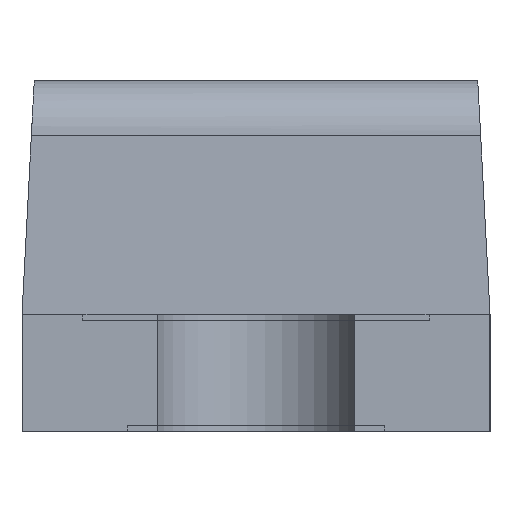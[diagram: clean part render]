
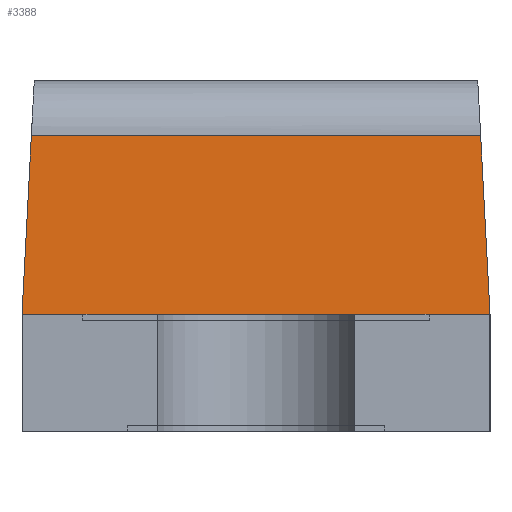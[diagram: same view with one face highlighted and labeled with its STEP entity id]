
A CAD part, left-side view. The second image highlights one B-rep face of the part: STEP entity #3388.
In plain terms, the highlighted planar face has unit normal (-0.999, 0, 0.052).
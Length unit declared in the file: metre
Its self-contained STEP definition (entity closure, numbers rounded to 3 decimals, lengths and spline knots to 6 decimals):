
#544=LINE('',#5833,#897);
#551=LINE('',#5849,#904);
#552=LINE('',#5853,#905);
#553=LINE('',#5854,#906);
#897=VECTOR('',#4528,1.);
#904=VECTOR('',#4541,1.);
#905=VECTOR('',#4546,1.);
#906=VECTOR('',#4547,1.);
#1831=ORIENTED_EDGE('',*,*,#2308,.F.);
#1832=ORIENTED_EDGE('',*,*,#2318,.T.);
#1833=ORIENTED_EDGE('',*,*,#2316,.T.);
#1834=ORIENTED_EDGE('',*,*,#2319,.T.);
#2308=EDGE_CURVE('',#2628,#2629,#544,.F.);
#2316=EDGE_CURVE('',#2635,#2634,#551,.T.);
#2318=EDGE_CURVE('',#2628,#2635,#552,.F.);
#2319=EDGE_CURVE('',#2634,#2629,#553,.F.);
#2628=VERTEX_POINT('',#5832);
#2629=VERTEX_POINT('',#5834);
#2634=VERTEX_POINT('',#5848);
#2635=VERTEX_POINT('',#5850);
#2882=EDGE_LOOP('',(#1831,#1832,#1833,#1834));
#3075=FACE_BOUND('',#2882,.T.);
#3204=PLANE('',#3743);
#3388=ADVANCED_FACE('',(#3075),#3204,.T.);
#3743=AXIS2_PLACEMENT_3D('',#5852,#4544,#4545);
#4528=DIRECTION('',(0.052,0.052,0.997));
#4541=DIRECTION('',(-0.052,0.052,-0.997));
#4544=DIRECTION('',(-0.999,0.,0.052));
#4545=DIRECTION('',(0.052,0.,0.999));
#4546=DIRECTION('',(0.,-1.,0.));
#4547=DIRECTION('',(0.,1.,0.));
#5832=CARTESIAN_POINT('',(-0.000534,-0.000384,0.000305));
#5833=CARTESIAN_POINT('',(-0.000548,-0.000398,0.000042));
#5834=CARTESIAN_POINT('',(-0.00055,-0.0004,0.));
#5848=CARTESIAN_POINT('',(-0.00055,0.0004,0.));
#5849=CARTESIAN_POINT('',(-0.00055,0.0004,0.));
#5850=CARTESIAN_POINT('',(-0.000534,0.000384,0.000305));
#5852=CARTESIAN_POINT('',(-0.00055,0.0004,0.));
#5853=CARTESIAN_POINT('',(-0.000534,0.000379,0.000305));
#5854=CARTESIAN_POINT('',(-0.00055,0.0004,0.));
